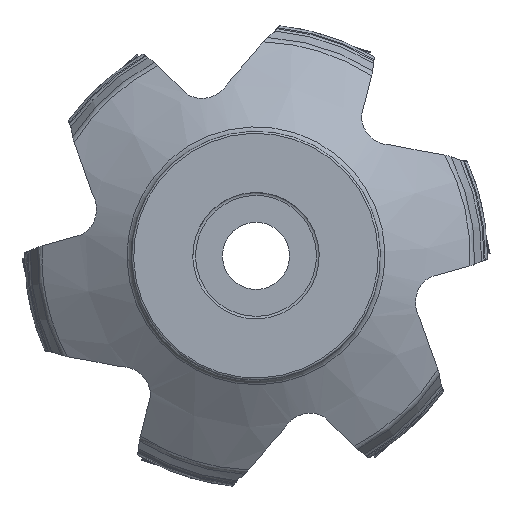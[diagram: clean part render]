
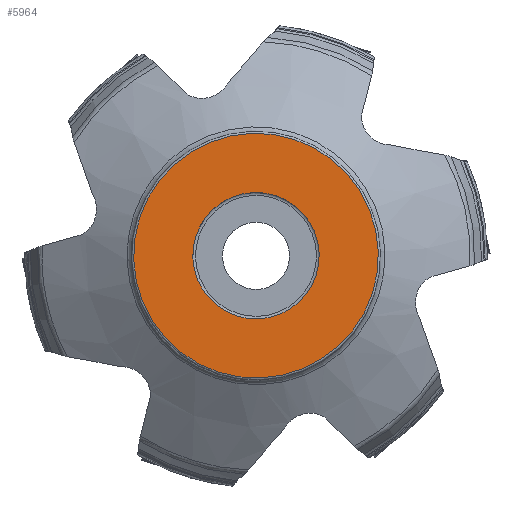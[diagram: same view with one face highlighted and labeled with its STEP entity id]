
A CAD part, top view. The second image highlights one B-rep face of the part: STEP entity #5964.
In plain terms, the highlighted planar face has unit normal (0, 0, 1).
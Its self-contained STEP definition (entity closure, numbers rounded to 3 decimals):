
#1263=FACE_BOUND('',#11761,.T.);
#1264=FACE_BOUND('',#11762,.T.);
#5964=ADVANCED_FACE('CU_BACK_F001',(#1263,#1264),#6537,.F.);
#6537=PLANE('',#47394);
#11761=EDGE_LOOP('',(#28037));
#11762=EDGE_LOOP('',(#28038));
#13931=CIRCLE('',#43672,12.705);
#15544=CIRCLE('',#47392,24.6);
#28037=ORIENTED_EDGE('',*,*,#33713,.F.);
#28038=ORIENTED_EDGE('',*,*,#38612,.T.);
#29374=VERTEX_POINT('',#66826);
#32241=VERTEX_POINT('',#96649);
#33713=EDGE_CURVE('',#29374,#29374,#13931,.T.);
#38612=EDGE_CURVE('',#32241,#32241,#15544,.T.);
#43672=AXIS2_PLACEMENT_3D('',#66825,#49665,#49666);
#47392=AXIS2_PLACEMENT_3D('',#96648,#58667,#58668);
#47394=AXIS2_PLACEMENT_3D('',#96651,#58671,#58672);
#49665=DIRECTION('',(0.,0.,1.));
#49666=DIRECTION('',(0.978,0.208,0.));
#58667=DIRECTION('',(0.,0.,1.));
#58668=DIRECTION('',(0.978,0.208,0.));
#58671=DIRECTION('',(0.,0.,-1.));
#58672=DIRECTION('',(-0.978,-0.208,0.));
#66825=CARTESIAN_POINT('',(0.,0.,
0.));
#66826=CARTESIAN_POINT('',(12.428,2.642,0.));
#96648=CARTESIAN_POINT('',(0.,0.,
0.));
#96649=CARTESIAN_POINT('',(24.062,5.115,0.));
#96651=CARTESIAN_POINT('',(-24.5,0.,0.));
